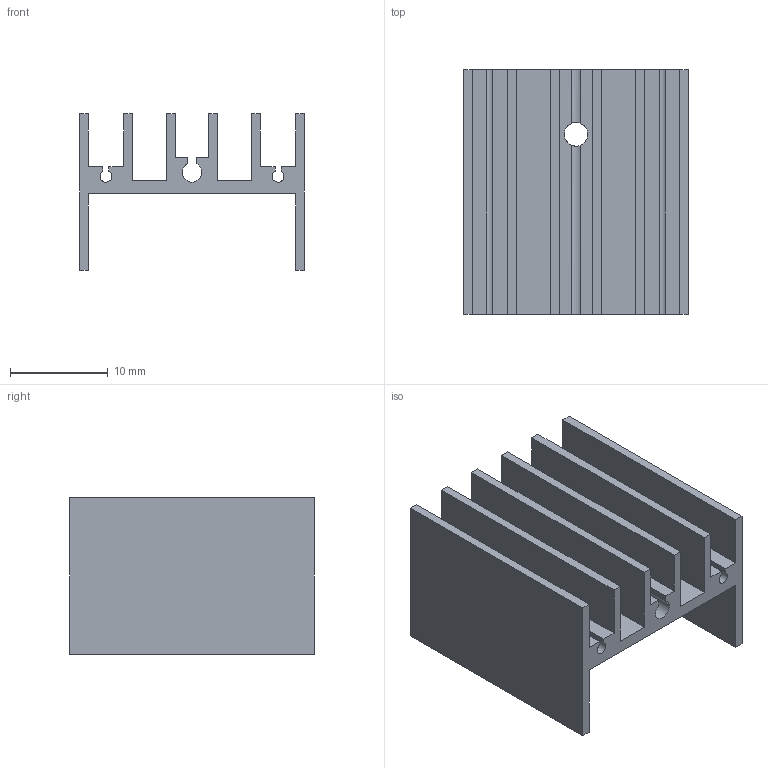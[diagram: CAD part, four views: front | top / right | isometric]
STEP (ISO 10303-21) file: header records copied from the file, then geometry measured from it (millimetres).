
FILE_DESCRIPTION(('FreeCAD Model'),'2;1');
FILE_NAME('Open CASCADE Shape Model','2024-02-29T10:12:59',(''),(''), 'Open CASCADE STEP processor 7.6','FreeCAD','Unknown');
FILE_SCHEMA(('AUTOMOTIVE_DESIGN { 1 0 10303 214 1 1 1 1 }'));
Length unit declared in the file: millimetre
Products named in the file (1): Тіло
Bounding box: 23 x 25 x 16 mm (x, y, z)
Volume: 2337.8 mm3; surface area: 4289.6 mm2
Topology: 1 solids, 1 shells, 51 faces, 149 edges, 99 vertices
Faces by surface type: plane 41, cylinder 9, cone 1
Full cylindrical faces by diameter (mm): 2.42 x1
Entity records: 1898 total; most frequent: CARTESIAN_POINT 508, ORIENTED_EDGE 298, DIRECTION 266, EDGE_CURVE 149, LINE 128, VECTOR 128, VERTEX_POINT 99, AXIS2_PLACEMENT_3D 69
